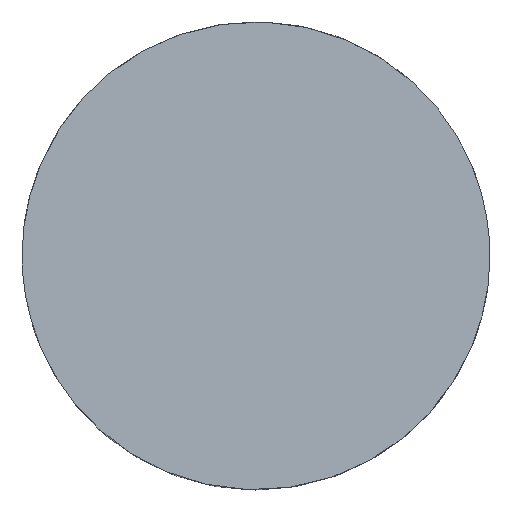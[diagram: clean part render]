
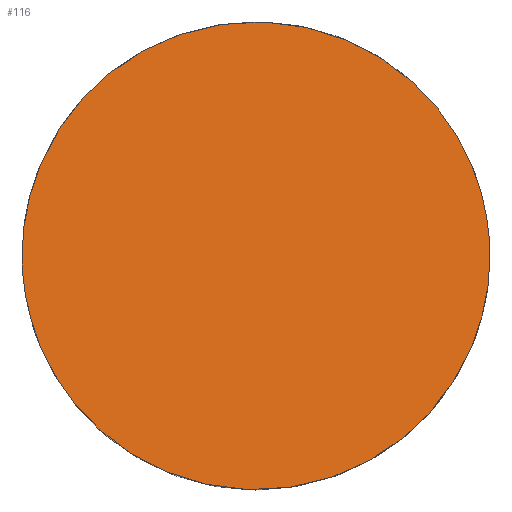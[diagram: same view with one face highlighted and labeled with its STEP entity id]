
A CAD part, top view. The second image highlights one B-rep face of the part: STEP entity #116.
In plain terms, the highlighted planar face has unit normal (0.311, 0, 0.95).
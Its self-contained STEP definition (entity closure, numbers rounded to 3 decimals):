
#10 = ORIENTED_EDGE ( 'NONE', *, *, #209, .F. ) ;
#24 = CARTESIAN_POINT ( 'NONE',  ( 12.5, 0., 3. ) ) ;
#25 = DIRECTION ( 'NONE',  ( -0.95, 0., 0.311 ) ) ;
#65 = CARTESIAN_POINT ( 'NONE',  ( -12.5, 0., 11.186 ) ) ;
#71 = DIRECTION ( 'NONE',  ( -0.311, 0., -0.95 ) ) ;
#75 = EDGE_LOOP ( 'NONE', ( #10, #131 ) ) ;
#77 = AXIS2_PLACEMENT_3D ( 'NONE', #236, #71, #25 ) ;
#84 = VERTEX_POINT ( 'NONE', #65 ) ;
#91 = CARTESIAN_POINT ( 'NONE',  ( 12.5, 25., 3. ) ) ;
#92 = CARTESIAN_POINT ( 'NONE',  ( 12.5, -25., 3. ) ) ;
#103 =( BOUNDED_CURVE ( )  B_SPLINE_CURVE ( 3, ( #145, #210, #91, #24 ),
 .UNSPECIFIED., .F., .F. ) 
 B_SPLINE_CURVE_WITH_KNOTS ( ( 4, 4 ),
 ( 3.142, 6.283 ),
 .UNSPECIFIED. ) 
 CURVE ( )  GEOMETRIC_REPRESENTATION_ITEM ( )  RATIONAL_B_SPLINE_CURVE ( ( 1., 0.333, 0.333, 1. ) ) 
 REPRESENTATION_ITEM ( '' )  );
#107 = CARTESIAN_POINT ( 'NONE',  ( 12.5, 0., 3. ) ) ;
#116 = ADVANCED_FACE ( 'NONE', ( #233 ), #175, .F. ) ;
#128 = VERTEX_POINT ( 'NONE', #107 ) ;
#131 = ORIENTED_EDGE ( 'NONE', *, *, #170, .F. ) ;
#144 =( BOUNDED_CURVE ( )  B_SPLINE_CURVE ( 3, ( #147, #92, #159, #214 ),
 .UNSPECIFIED., .F., .T. ) 
 B_SPLINE_CURVE_WITH_KNOTS ( ( 4, 4 ),
 ( 0., 3.142 ),
 .UNSPECIFIED. ) 
 CURVE ( )  GEOMETRIC_REPRESENTATION_ITEM ( )  RATIONAL_B_SPLINE_CURVE ( ( 1., 0.333, 0.333, 1. ) ) 
 REPRESENTATION_ITEM ( '' )  );
#145 = CARTESIAN_POINT ( 'NONE',  ( -12.5, 0., 11.186 ) ) ;
#147 = CARTESIAN_POINT ( 'NONE',  ( 12.5, 0., 3. ) ) ;
#159 = CARTESIAN_POINT ( 'NONE',  ( -12.5, -25., 11.186 ) ) ;
#170 = EDGE_CURVE ( 'NONE', #128, #84, #144, .T. ) ;
#175 = PLANE ( 'NONE',  #77 ) ;
#209 = EDGE_CURVE ( 'NONE', #84, #128, #103, .T. ) ;
#210 = CARTESIAN_POINT ( 'NONE',  ( -12.5, 25., 11.186 ) ) ;
#214 = CARTESIAN_POINT ( 'NONE',  ( -12.5, 0., 11.186 ) ) ;
#233 = FACE_OUTER_BOUND ( 'NONE', #75, .T. ) ;
#236 = CARTESIAN_POINT ( 'NONE',  ( 12.5, -25., 3. ) ) ;
